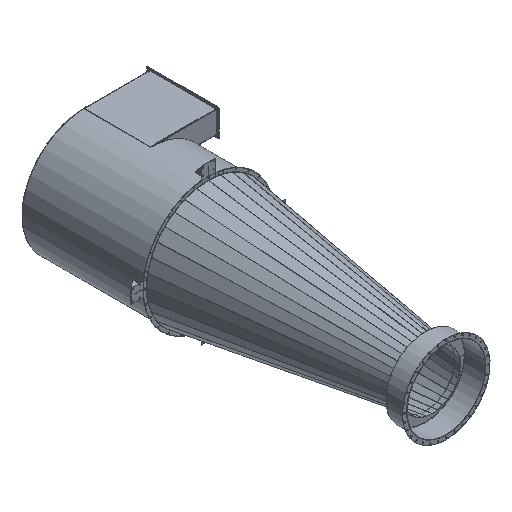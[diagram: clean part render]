
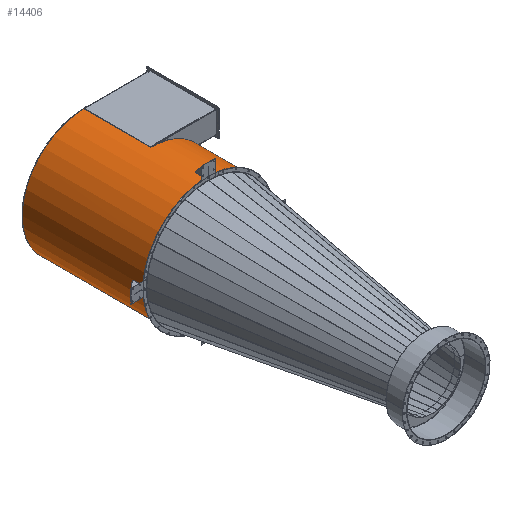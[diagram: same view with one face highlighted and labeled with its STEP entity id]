
A CAD part, isometric view. The second image highlights one B-rep face of the part: STEP entity #14406.
In plain terms, the highlighted cylindrical face has radius 887 mm (diameter 1774 mm), a partial arc.
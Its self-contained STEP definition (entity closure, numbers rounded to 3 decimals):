
#447 = EDGE_CURVE ( 'NONE', #14256, #15697, #3977, .T. ) ;
#593 = DIRECTION ( 'NONE',  ( 0., 1., 0. ) ) ;
#1044 = VECTOR ( 'NONE', #7869, 1000. ) ;
#1089 = CYLINDRICAL_SURFACE ( 'NONE', #11650, 887. ) ;
#1096 = DIRECTION ( 'NONE',  ( 0., 1., 0. ) ) ;
#1099 = DIRECTION ( 'NONE',  ( 0., 0., -1. ) ) ;
#1121 = CARTESIAN_POINT ( 'NONE',  ( 0., 1778., 0. ) ) ;
#1842 = LINE ( 'NONE', #15270, #1044 ) ;
#2281 = ORIENTED_EDGE ( 'NONE', *, *, #9853, .T. ) ;
#2294 = CARTESIAN_POINT ( 'NONE',  ( 0., 823., 0. ) ) ;
#2393 = CARTESIAN_POINT ( 'NONE',  ( -681.282, 1778., 568. ) ) ;
#2454 = CARTESIAN_POINT ( 'NONE',  ( -681.282, 1778., 568. ) ) ;
#3006 = ORIENTED_EDGE ( 'NONE', *, *, #11333, .T. ) ;
#3311 = ORIENTED_EDGE ( 'NONE', *, *, #10302, .F. ) ;
#3357 = CIRCLE ( 'NONE', #10581, 887. ) ;
#3565 = VECTOR ( 'NONE', #593, 1000. ) ;
#3786 = DIRECTION ( 'NONE',  ( 0., 1., 0. ) ) ;
#3977 = CIRCLE ( 'NONE', #12766, 887. ) ;
#4725 = VERTEX_POINT ( 'NONE', #5531 ) ;
#5277 = VECTOR ( 'NONE', #1096, 1000. ) ;
#5531 = CARTESIAN_POINT ( 'NONE',  ( -0.251, 1778., -887. ) ) ;
#5773 = ORIENTED_EDGE ( 'NONE', *, *, #447, .T. ) ;
#6249 = CARTESIAN_POINT ( 'NONE',  ( 0., 0., 0. ) ) ;
#7253 = DIRECTION ( 'NONE',  ( 0., -1., 0. ) ) ;
#7318 = FACE_OUTER_BOUND ( 'NONE', #11724, .T. ) ;
#7345 = CIRCLE ( 'NONE', #10411, 887. ) ;
#7869 = DIRECTION ( 'NONE',  ( 0., -1., 0. ) ) ;
#7968 = LINE ( 'NONE', #12877, #3565 ) ;
#8088 = VERTEX_POINT ( 'NONE', #2393 ) ;
#8757 = DIRECTION ( 'NONE',  ( 0., 0., 1. ) ) ;
#8880 = ORIENTED_EDGE ( 'NONE', *, *, #10689, .F. ) ;
#9419 = CARTESIAN_POINT ( 'NONE',  ( 0., 1778., 0. ) ) ;
#9545 = EDGE_CURVE ( 'NONE', #4725, #8088, #7345, .T. ) ;
#9853 = EDGE_CURVE ( 'NONE', #15454, #8088, #15797, .T. ) ;
#10302 = EDGE_CURVE ( 'NONE', #14256, #4725, #7968, .T. ) ;
#10411 = AXIS2_PLACEMENT_3D ( 'NONE', #1121, #13562, #13483 ) ;
#10581 = AXIS2_PLACEMENT_3D ( 'NONE', #2294, #7253, #1099 ) ;
#10689 = EDGE_CURVE ( 'NONE', #13406, #15697, #1842, .T. ) ;
#10945 = DIRECTION ( 'NONE',  ( 0., 0., -1. ) ) ;
#11333 = EDGE_CURVE ( 'NONE', #13406, #15454, #3357, .T. ) ;
#11650 = AXIS2_PLACEMENT_3D ( 'NONE', #9419, #15633, #10945 ) ;
#11724 = EDGE_LOOP ( 'NONE', ( #3311, #5773, #8880, #3006, #2281, #13409 ) ) ;
#11846 = CARTESIAN_POINT ( 'NONE',  ( -0.25, 0., 887. ) ) ;
#12766 = AXIS2_PLACEMENT_3D ( 'NONE', #6249, #3786, #8757 ) ;
#12877 = CARTESIAN_POINT ( 'NONE',  ( -0.251, 1778., -887. ) ) ;
#12965 = CARTESIAN_POINT ( 'NONE',  ( -0.251, 0., -887. ) ) ;
#13406 = VERTEX_POINT ( 'NONE', #14209 ) ;
#13409 = ORIENTED_EDGE ( 'NONE', *, *, #9545, .F. ) ;
#13483 = DIRECTION ( 'NONE',  ( 0., 0., 1. ) ) ;
#13550 = CARTESIAN_POINT ( 'NONE',  ( -681.282, 823., 568. ) ) ;
#13562 = DIRECTION ( 'NONE',  ( 0., 1., 0. ) ) ;
#14209 = CARTESIAN_POINT ( 'NONE',  ( -0.25, 823., 887. ) ) ;
#14256 = VERTEX_POINT ( 'NONE', #12965 ) ;
#14406 = ADVANCED_FACE ( 'NONE', ( #7318 ), #1089, .T. ) ;
#15270 = CARTESIAN_POINT ( 'NONE',  ( -0.25, 1778., 887. ) ) ;
#15454 = VERTEX_POINT ( 'NONE', #13550 ) ;
#15633 = DIRECTION ( 'NONE',  ( 0., -1., 0. ) ) ;
#15697 = VERTEX_POINT ( 'NONE', #11846 ) ;
#15797 = LINE ( 'NONE', #2454, #5277 ) ;
